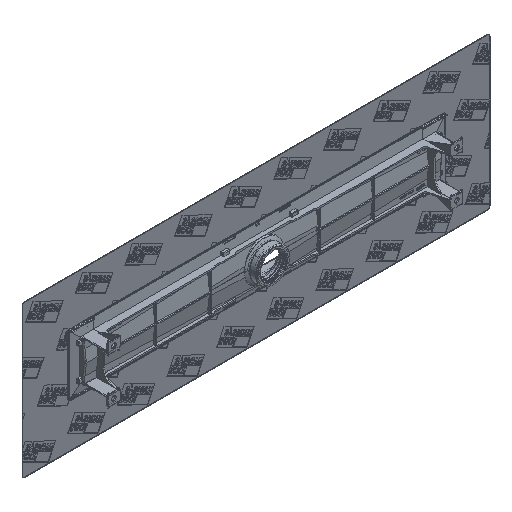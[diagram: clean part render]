
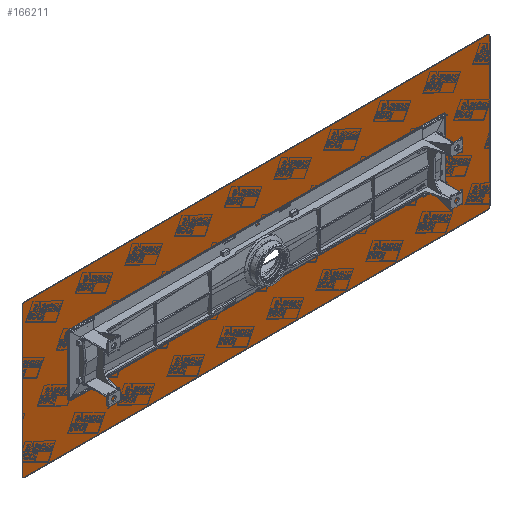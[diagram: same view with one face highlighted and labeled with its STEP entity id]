
A CAD part, isometric view. The second image highlights one B-rep face of the part: STEP entity #166211.
In plain terms, the highlighted face is planar.
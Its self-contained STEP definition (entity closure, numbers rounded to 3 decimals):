
#59970=DIRECTION('',(-1.,0.,0.));
#59971=VECTOR('',#59970,651.);
#59972=CARTESIAN_POINT('',(325.5,0.,-38.5));
#59973=LINE('12603',#59972,#59971);
#59977=DIRECTION('',(0.,0.,1.));
#59978=VECTOR('',#59977,74.);
#59979=CARTESIAN_POINT('',(-327.,0.,-37.));
#59980=LINE('12604',#59979,#59978);
#59984=DIRECTION('',(1.,0.,0.));
#59985=VECTOR('',#59984,651.);
#59986=CARTESIAN_POINT('',(-325.5,0.,38.5));
#59987=LINE('12605',#59986,#59985);
#59991=DIRECTION('',(0.,0.,-1.));
#59992=VECTOR('',#59991,74.);
#59993=CARTESIAN_POINT('',(327.,0.,37.));
#59994=LINE('12606',#59993,#59992);
#59998=CARTESIAN_POINT('',(424.5,0.,134.5));
#59999=DIRECTION('',(0.,1.,0.));
#60000=DIRECTION('',(0.,0.,1.));
#60001=AXIS2_PLACEMENT_3D('',#59998,#59999,#60000);
#60006=DIRECTION('',(-1.,0.,0.));
#60007=VECTOR('',#60006,849.);
#60008=CARTESIAN_POINT('',(424.5,0.,139.5));
#60009=LINE('33378',#60008,#60007);
#60013=CARTESIAN_POINT('',(-424.5,0.,134.5));
#60014=DIRECTION('',(0.,1.,0.));
#60015=DIRECTION('',(-1.,0.,0.));
#60016=AXIS2_PLACEMENT_3D('',#60013,#60014,#60015);
#60021=DIRECTION('',(0.,0.,-1.));
#60022=VECTOR('',#60021,269.);
#60023=CARTESIAN_POINT('',(-429.5,0.,134.5));
#60024=LINE('33379',#60023,#60022);
#60028=CARTESIAN_POINT('',(-424.5,0.,-134.5));
#60029=DIRECTION('',(0.,1.,0.));
#60030=DIRECTION('',(0.,0.,-1.));
#60031=AXIS2_PLACEMENT_3D('',#60028,#60029,#60030);
#60036=DIRECTION('',(1.,0.,0.));
#60037=VECTOR('',#60036,849.);
#60038=CARTESIAN_POINT('',(-424.5,0.,-139.5));
#60039=LINE('33380',#60038,#60037);
#60043=CARTESIAN_POINT('',(424.5,0.,-134.5));
#60044=DIRECTION('',(0.,1.,0.));
#60045=DIRECTION('',(1.,0.,0.));
#60046=AXIS2_PLACEMENT_3D('',#60043,#60044,#60045);
#60051=DIRECTION('',(0.,0.,1.));
#60052=VECTOR('',#60051,269.);
#60053=CARTESIAN_POINT('',(429.5,0.,-134.5));
#60054=LINE('33377',#60053,#60052);
#123382=CARTESIAN_POINT('',(-325.5,0.,37.));
#123383=DIRECTION('',(0.,-1.,0.));
#123384=DIRECTION('',(0.,0.,1.));
#123385=AXIS2_PLACEMENT_3D('',#123382,#123383,#123384);
#126059=CARTESIAN_POINT('',(325.5,0.,37.));
#126060=DIRECTION('',(0.,-1.,0.));
#126061=DIRECTION('',(1.,0.,0.));
#126062=AXIS2_PLACEMENT_3D('',#126059,#126060,#126061);
#126174=CARTESIAN_POINT('',(325.5,0.,-37.));
#126175=DIRECTION('',(0.,-1.,0.));
#126176=DIRECTION('',(0.,0.,-1.));
#126177=AXIS2_PLACEMENT_3D('',#126174,#126175,#126176);
#130802=CARTESIAN_POINT('',(-325.5,0.,-37.));
#130803=DIRECTION('',(0.,-1.,0.));
#130804=DIRECTION('',(-1.,0.,0.));
#130805=AXIS2_PLACEMENT_3D('',#130802,#130803,#130804);
#155031=CARTESIAN_POINT('',(327.,0.,37.));
#155033=VERTEX_POINT('',#155031);
#155035=CARTESIAN_POINT('',(325.5,0.,38.5));
#155037=VERTEX_POINT('',#155035);
#155039=CARTESIAN_POINT('',(-325.5,0.,38.5));
#155041=VERTEX_POINT('',#155039);
#155043=CARTESIAN_POINT('',(-327.,0.,37.));
#155045=VERTEX_POINT('',#155043);
#155047=CARTESIAN_POINT('',(325.5,0.,-38.5));
#155048=CARTESIAN_POINT('',(-325.5,0.,-38.5));
#155049=VERTEX_POINT('',#155047);
#155050=VERTEX_POINT('',#155048);
#155051=CARTESIAN_POINT('',(-327.,0.,-37.));
#155052=VERTEX_POINT('',#155051);
#155053=CARTESIAN_POINT('',(327.,0.,-37.));
#155054=VERTEX_POINT('',#155053);
#158150=CARTESIAN_POINT('',(424.5,0.,139.5));
#158151=CARTESIAN_POINT('',(429.5,0.,134.5));
#158152=VERTEX_POINT('',#158150);
#158153=VERTEX_POINT('',#158151);
#158158=CARTESIAN_POINT('',(429.5,0.,-134.5));
#158159=CARTESIAN_POINT('',(424.5,0.,-139.5));
#158160=VERTEX_POINT('',#158158);
#158161=VERTEX_POINT('',#158159);
#158166=CARTESIAN_POINT('',(-429.5,0.,134.5));
#158167=CARTESIAN_POINT('',(-424.5,0.,139.5));
#158168=VERTEX_POINT('',#158166);
#158169=VERTEX_POINT('',#158167);
#158174=CARTESIAN_POINT('',(-424.5,0.,-139.5));
#158175=CARTESIAN_POINT('',(-429.5,0.,-134.5));
#158176=VERTEX_POINT('',#158174);
#158177=VERTEX_POINT('',#158175);
#166170=CARTESIAN_POINT('',(0.,0.,0.));
#166171=DIRECTION('',(0.,-1.,0.));
#166172=DIRECTION('',(-1.,0.,0.));
#166173=AXIS2_PLACEMENT_3D('',#166170,#166171,#166172);
#166174=PLANE('12408',#166173);
#166176=ORIENTED_EDGE('33361',*,*,#166175,.F.);
#166178=ORIENTED_EDGE('33378',*,*,#166177,.T.);
#166180=ORIENTED_EDGE('33369',*,*,#166179,.F.);
#166182=ORIENTED_EDGE('33379',*,*,#166181,.T.);
#166184=ORIENTED_EDGE('33373',*,*,#166183,.F.);
#166186=ORIENTED_EDGE('33380',*,*,#166185,.T.);
#166188=ORIENTED_EDGE('33365',*,*,#166187,.F.);
#166190=ORIENTED_EDGE('33377',*,*,#166189,.T.);
#166191=EDGE_LOOP('12408',(#166176,#166178,#166180,#166182,#166184,#166186,
#166188,#166190));
#166192=FACE_OUTER_BOUND('12408',#166191,.F.);
#166194=ORIENTED_EDGE('12603',*,*,#166193,.T.);
#166196=ORIENTED_EDGE('12615',*,*,#166195,.F.);
#166198=ORIENTED_EDGE('12604',*,*,#166197,.T.);
#166200=ORIENTED_EDGE('12617',*,*,#166199,.F.);
#166202=ORIENTED_EDGE('12605',*,*,#166201,.T.);
#166204=ORIENTED_EDGE('12613',*,*,#166203,.F.);
#166206=ORIENTED_EDGE('12606',*,*,#166205,.T.);
#166208=ORIENTED_EDGE('12611',*,*,#166207,.F.);
#166209=EDGE_LOOP('12408',(#166194,#166196,#166198,#166200,#166202,#166204,
#166206,#166208));
#166210=FACE_BOUND('12408',#166209,.F.);
#166211=ADVANCED_FACE('12408',(#166192,#166210),#166174,.F.);
#60002=CIRCLE('33361',#60001,5.);
#60017=CIRCLE('33369',#60016,5.);
#60032=CIRCLE('33373',#60031,5.);
#60047=CIRCLE('33365',#60046,5.);
#123386=CIRCLE('12617',#123385,1.5);
#126063=CIRCLE('12613',#126062,1.5);
#126178=CIRCLE('12611',#126177,1.5);
#130806=CIRCLE('12615',#130805,1.5);
#166175=EDGE_CURVE('33361',#158152,#158153,#60002,.T.);
#166177=EDGE_CURVE('33378',#158152,#158169,#60009,.T.);
#166179=EDGE_CURVE('33369',#158168,#158169,#60017,.T.);
#166181=EDGE_CURVE('33379',#158168,#158177,#60024,.T.);
#166183=EDGE_CURVE('33373',#158176,#158177,#60032,.T.);
#166185=EDGE_CURVE('33380',#158176,#158161,#60039,.T.);
#166187=EDGE_CURVE('33365',#158160,#158161,#60047,.T.);
#166189=EDGE_CURVE('33377',#158160,#158153,#60054,.T.);
#166193=EDGE_CURVE('12603',#155049,#155050,#59973,.T.);
#166195=EDGE_CURVE('12615',#155052,#155050,#130806,.T.);
#166197=EDGE_CURVE('12604',#155052,#155045,#59980,.T.);
#166199=EDGE_CURVE('12617',#155041,#155045,#123386,.T.);
#166201=EDGE_CURVE('12605',#155041,#155037,#59987,.T.);
#166203=EDGE_CURVE('12613',#155033,#155037,#126063,.T.);
#166205=EDGE_CURVE('12606',#155033,#155054,#59994,.T.);
#166207=EDGE_CURVE('12611',#155049,#155054,#126178,.T.);
